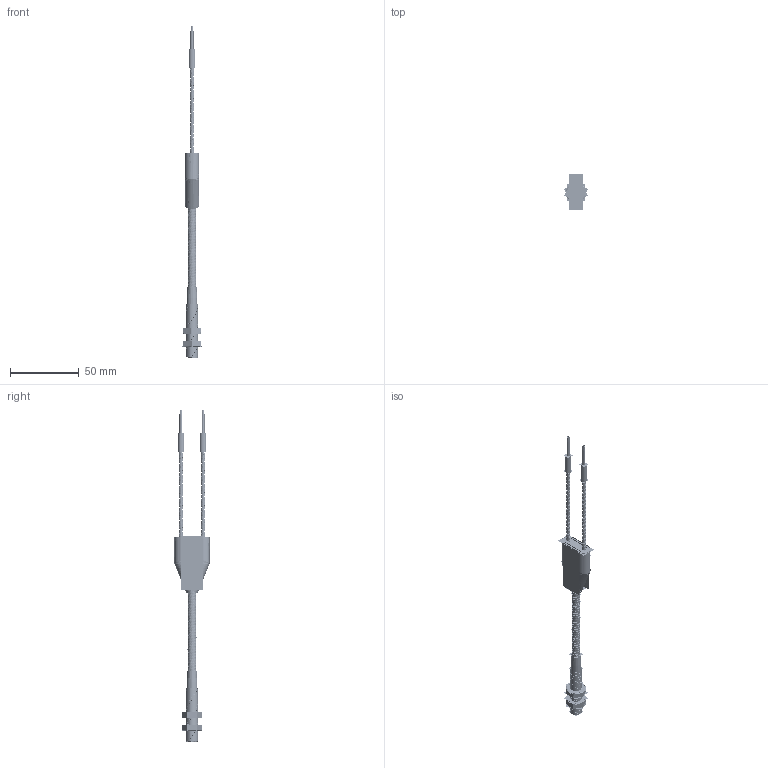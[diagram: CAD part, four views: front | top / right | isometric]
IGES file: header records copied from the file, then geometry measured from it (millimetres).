
Start section:  PTC IGES file: 195903.igs
Global section: file name: 195903.igs; native system: Creo Parametric by Parametric Technology Corporation; preprocessor: 2016010; author: PDMAdmin; organization: Unknown; date: 20160720.144153; units: millimetre
Bounding box: 17.23 x 26.43 x 240.59 mm (x, y, z)
Volume: 8100.8 mm3; surface area: 127334.2 mm2
Topology: 10 solids, 10 shells, 1006 faces, 4678 edges, 5713 vertices
Faces by surface type: bspline 642, revolution 364
